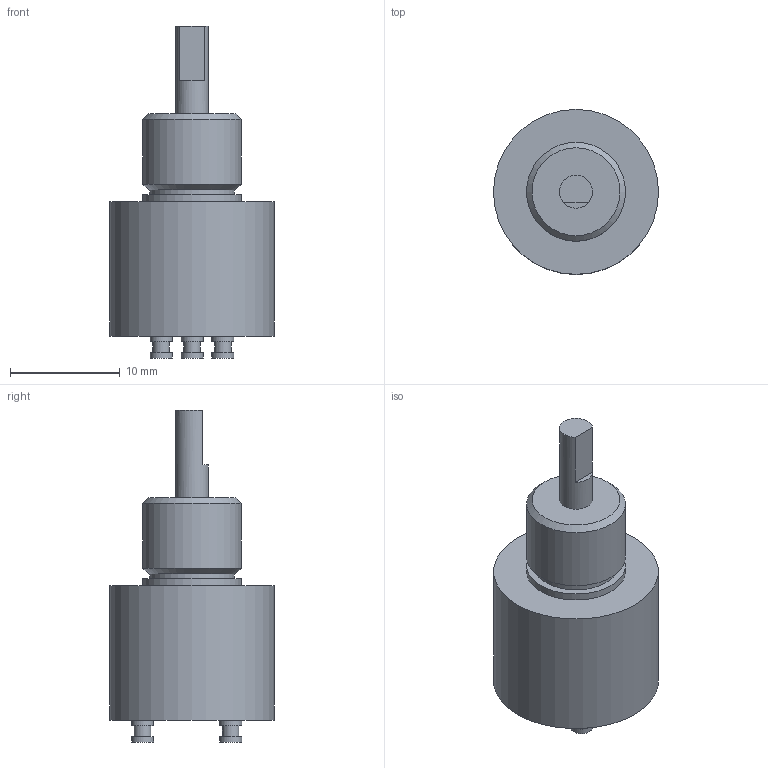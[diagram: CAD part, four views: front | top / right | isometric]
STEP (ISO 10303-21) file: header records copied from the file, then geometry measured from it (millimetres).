
FILE_DESCRIPTION(/* description */ (''),/* implementation_level */ '2;1');
FILE_NAME(/* name */ 'p3015v1 v2.step',/* time_stamp */ '2023-06-11T20:48:06+02:00',/* author */ (''),/* organization */ (''),/* preprocessor_version */ 'ST-DEVELOPER v19.2',/* originating_system */ 'Autodesk Translation Framework v12.6.0.85',/* authorisation */ '');
FILE_SCHEMA (('AUTOMOTIVE_DESIGN { 1 0 10303 214 3 1 1 }'));
Length unit declared in the file: millimetre
Products named in the file (1): p3015v1
Bounding box: 15 x 15 x 30.2 mm (x, y, z)
Volume: 2717.1 mm3; surface area: 1284 mm2
Topology: 1 solids, 1 shells, 32 faces, 51 edges, 33 vertices
Faces by surface type: plane 16, cylinder 14, cone 2
Full cylindrical faces by diameter (mm): 1.5 x3, 2 x6, 3 x1, 7.694 x1, 9 x2, 15 x1
Entity records: 807 total; most frequent: DIRECTION 148, CARTESIAN_POINT 117, ORIENTED_EDGE 102, AXIS2_PLACEMENT_3D 64, EDGE_CURVE 51, EDGE_LOOP 44, VERTEX_POINT 33, FACE_OUTER_BOUND 32
